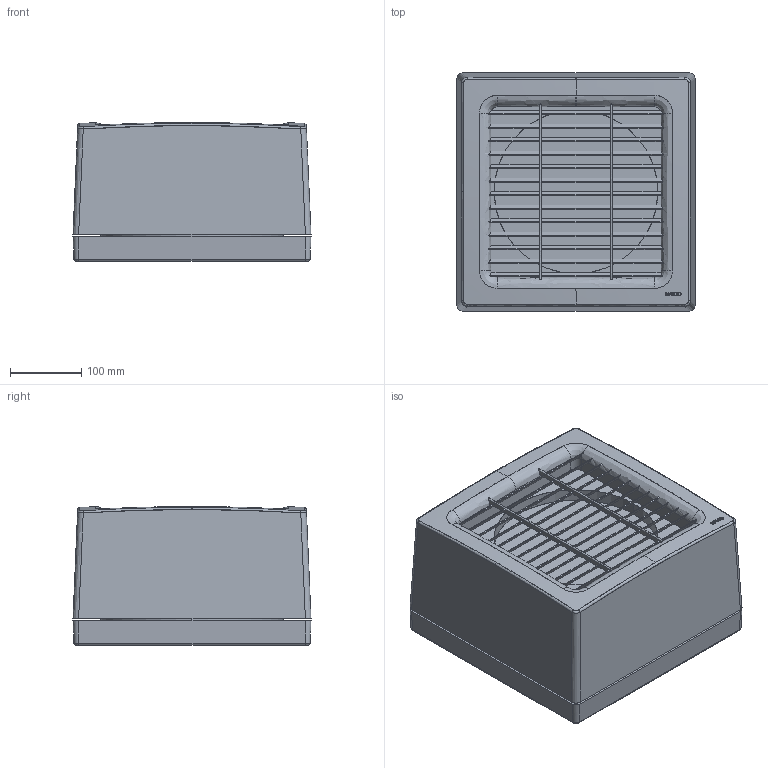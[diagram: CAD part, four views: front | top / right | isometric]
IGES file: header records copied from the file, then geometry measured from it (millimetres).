
Start section: SolidWorks IGES file using analytic representation for surfaces
Global section: file name: EVN 22.IGS; native system: SolidWorks 2012; preprocessor: SolidWorks 2012; author: CADnetwork; date: 170309.184549; units: millimetre
Bounding box: 335 x 335 x 195.31 mm (x, y, z)
Surface area: 697444.4 mm2 (no closed solid volume)
Topology: 0 solids, 0 shells, 357 faces, 5655 edges, 5655 vertices
Faces by surface type: bspline 260, revolution 97
